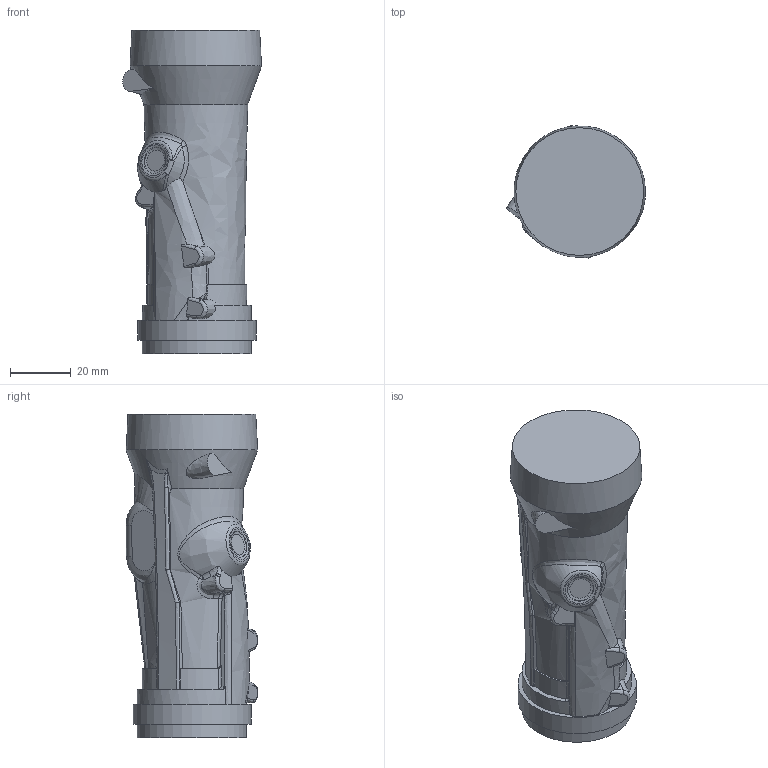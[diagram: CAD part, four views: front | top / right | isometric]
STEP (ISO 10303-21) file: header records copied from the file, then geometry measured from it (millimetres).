
FILE_DESCRIPTION(('STEP AP214'),'1');
FILE_NAME('2222.stp','2019-05-31T03:23:45',(' '),(' '),'Spatial InterOp 3D',' ',' ');
FILE_SCHEMA(('automotive_design'));
Length unit declared in the file: millimetre
Products named in the file (1): 1
Bounding box: 45.72 x 43.38 x 106.5 mm (x, y, z)
Volume: 110535.7 mm3; surface area: 15634.4 mm2
Topology: 1 solids, 1 shells, 120 faces, 312 edges, 193 vertices
Faces by surface type: bspline 120
Entity records: 13569 total; most frequent: CARTESIAN_POINT 11374, ORIENTED_EDGE 596, EDGE_CURVE 298, DIRECTION 233, VERTEX_POINT 191, B_SPLINE_CURVE_WITH_KNOTS 159, EDGE_LOOP 131, FACE_OUTER_BOUND 127
